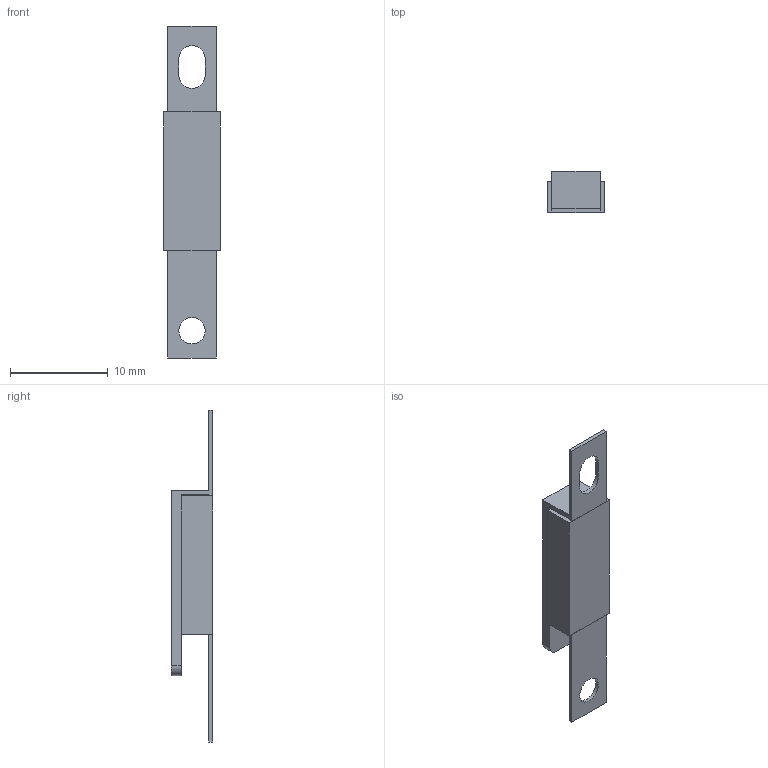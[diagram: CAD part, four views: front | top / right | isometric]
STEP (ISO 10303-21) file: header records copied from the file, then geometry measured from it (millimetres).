
FILE_DESCRIPTION (( 'STEP AP214' ), '1' );
FILE_NAME ('徹恲悵誘ん.STEP', '2023-06-02T01:01:16', ( '' ), ( '' ), 'SwSTEP 2.0', 'SolidWorks 2016', '' );
FILE_SCHEMA (( 'AUTOMOTIVE_DESIGN' ));
Length unit declared in the file: millimetre
Products named in the file (1): 徹恲悵誘ん
Bounding box: 5.8 x 4.2 x 34 mm (x, y, z)
Volume: 398.3 mm3; surface area: 752.7 mm2
Topology: 3 solids, 3 shells, 33 faces, 81 edges, 54 vertices
Faces by surface type: plane 26, cylinder 7
Entity records: 1238 total; most frequent: CARTESIAN_POINT 169, DIRECTION 163, ORIENTED_EDGE 162, EDGE_CURVE 81, VECTOR 67, LINE 67, VERTEX_POINT 54, AXIS2_PLACEMENT_3D 48
